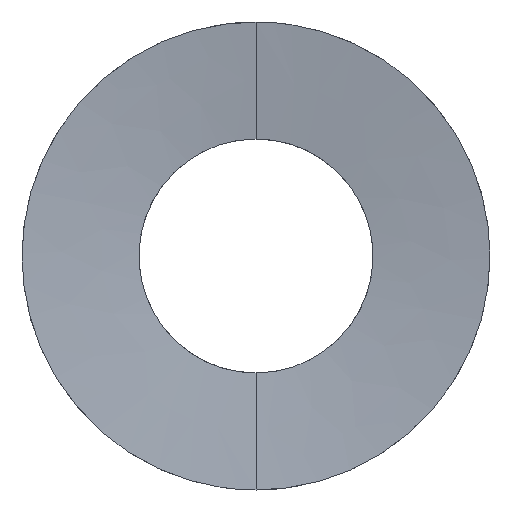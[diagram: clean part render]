
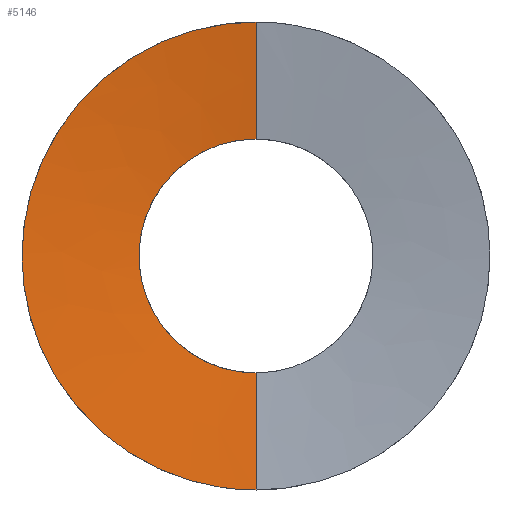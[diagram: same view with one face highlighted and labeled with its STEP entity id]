
A CAD part, front view. The second image highlights one B-rep face of the part: STEP entity #5146.
In plain terms, the highlighted free-form (B-spline) face has degree [2, 1] with [5, 2] control points.
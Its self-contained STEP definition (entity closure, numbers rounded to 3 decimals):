
#5024 = VERTEX_POINT('',#5025);
#5025 = CARTESIAN_POINT('',(0.,-1.603,-1.027));
#5030 = EDGE_CURVE('',#5031,#5024,#5033,.T.);
#5031 = VERTEX_POINT('',#5032);
#5032 = CARTESIAN_POINT('',(0.,-1.603,
    1.027));
#5033 = ( BOUNDED_CURVE() B_SPLINE_CURVE(2,(#5034,#5035,#5036,#5037,
#5038),.UNSPECIFIED.,.F.,.F.) B_SPLINE_CURVE_WITH_KNOTS((3,2,3),(
    3.142,4.712,6.283),
.PIECEWISE_BEZIER_KNOTS.) CURVE() GEOMETRIC_REPRESENTATION_ITEM() 
RATIONAL_B_SPLINE_CURVE((1.,0.707,1.,0.707,1.)) 
REPRESENTATION_ITEM('') );
#5034 = CARTESIAN_POINT('',(0.,-1.603,
    1.027));
#5035 = CARTESIAN_POINT('',(-1.027,-1.603,
    1.027));
#5036 = CARTESIAN_POINT('',(-1.027,-1.603,
    0.));
#5037 = CARTESIAN_POINT('',(-1.027,-1.603,
    -1.027));
#5038 = CARTESIAN_POINT('',(0.,-1.603,
    -1.027));
#5115 = VERTEX_POINT('',#5116);
#5116 = CARTESIAN_POINT('',(0.,-1.726,
    2.055));
#5122 = VERTEX_POINT('',#5123);
#5123 = CARTESIAN_POINT('',(0.,-1.726,-2.055));
#5146 = ADVANCED_FACE('',(#5147),#5168,.F.);
#5147 = FACE_BOUND('',#5148,.F.);
#5148 = EDGE_LOOP('',(#5149,#5154,#5162,#5167));
#5149 = ORIENTED_EDGE('',*,*,#5150,.T.);
#5150 = EDGE_CURVE('',#5024,#5122,#5151,.T.);
#5151 = B_SPLINE_CURVE_WITH_KNOTS('',1,(#5152,#5153),.UNSPECIFIED.,.F.,
  .F.,(2,2),(0.,1.259),.PIECEWISE_BEZIER_KNOTS.);
#5152 = CARTESIAN_POINT('',(0.,-1.603,-1.027));
#5153 = CARTESIAN_POINT('',(0.,-1.726,-2.055));
#5154 = ORIENTED_EDGE('',*,*,#5155,.F.);
#5155 = EDGE_CURVE('',#5115,#5122,#5156,.T.);
#5156 = ( BOUNDED_CURVE() B_SPLINE_CURVE(2,(#5157,#5158,#5159,#5160,
#5161),.UNSPECIFIED.,.F.,.F.) B_SPLINE_CURVE_WITH_KNOTS((3,2,3),(
    3.142,4.712,6.283),
.PIECEWISE_BEZIER_KNOTS.) CURVE() GEOMETRIC_REPRESENTATION_ITEM() 
RATIONAL_B_SPLINE_CURVE((1.,0.707,1.,0.707,1.)) 
REPRESENTATION_ITEM('') );
#5157 = CARTESIAN_POINT('',(0.,-1.726,
    2.055));
#5158 = CARTESIAN_POINT('',(-2.055,-1.726,
    2.055));
#5159 = CARTESIAN_POINT('',(-2.055,-1.726,
    0.));
#5160 = CARTESIAN_POINT('',(-2.055,-1.726,
    -2.055));
#5161 = CARTESIAN_POINT('',(0.,-1.726,
    -2.055));
#5162 = ORIENTED_EDGE('',*,*,#5163,.F.);
#5163 = EDGE_CURVE('',#5031,#5115,#5164,.T.);
#5164 = B_SPLINE_CURVE_WITH_KNOTS('',1,(#5165,#5166),.UNSPECIFIED.,.F.,
  .F.,(2,2),(0.,1.259),
  .PIECEWISE_BEZIER_KNOTS.);
#5165 = CARTESIAN_POINT('',(0.,-1.603,
    1.027));
#5166 = CARTESIAN_POINT('',(0.,-1.726,
    2.055));
#5167 = ORIENTED_EDGE('',*,*,#5030,.T.);
#5168 = ( BOUNDED_SURFACE() B_SPLINE_SURFACE(2,1,(
    (#5169,#5170)
    ,(#5171,#5172)
    ,(#5173,#5174)
    ,(#5175,#5176)
    ,(#5177,#5178
)),.UNSPECIFIED.,.F.,.F.,.F.) B_SPLINE_SURFACE_WITH_KNOTS((3,2,3),(2,2),
  (3.142,4.712,6.283),(0.,1.259),
.PIECEWISE_BEZIER_KNOTS.) GEOMETRIC_REPRESENTATION_ITEM() 
RATIONAL_B_SPLINE_SURFACE((
    (1.,1.)
    ,(0.707,0.707)
    ,(1.,1.)
    ,(0.707,0.707)
,(1.,1.))) REPRESENTATION_ITEM('') SURFACE() );
#5169 = CARTESIAN_POINT('',(0.,-1.603,
    1.027));
#5170 = CARTESIAN_POINT('',(0.,-1.726,
    2.055));
#5171 = CARTESIAN_POINT('',(-1.027,-1.603,
    1.027));
#5172 = CARTESIAN_POINT('',(-2.055,-1.726,
    2.055));
#5173 = CARTESIAN_POINT('',(-1.027,-1.603,
    0.));
#5174 = CARTESIAN_POINT('',(-2.055,-1.726,
    0.));
#5175 = CARTESIAN_POINT('',(-1.027,-1.603,
    -1.027));
#5176 = CARTESIAN_POINT('',(-2.055,-1.726,
    -2.055));
#5177 = CARTESIAN_POINT('',(0.,-1.603,
    -1.027));
#5178 = CARTESIAN_POINT('',(0.,-1.726,
    -2.055));
